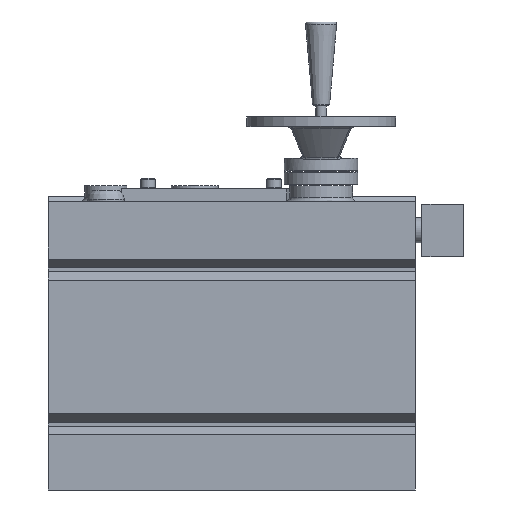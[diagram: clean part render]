
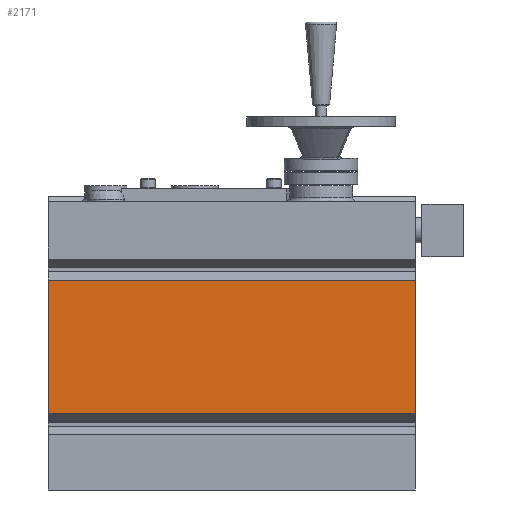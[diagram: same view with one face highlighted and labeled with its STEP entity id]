
A CAD part, front view. The second image highlights one B-rep face of the part: STEP entity #2171.
In plain terms, the highlighted planar face has unit normal (0, -1, 0).
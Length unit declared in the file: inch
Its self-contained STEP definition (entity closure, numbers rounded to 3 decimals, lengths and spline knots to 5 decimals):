
#60=PLANE('',#2349);
#127=LINE('',#3694,#282);
#143=LINE('',#3725,#298);
#162=LINE('',#3761,#317);
#163=LINE('',#3763,#318);
#282=VECTOR('',#2573,39.37008);
#298=VECTOR('',#2593,39.37008);
#317=VECTOR('',#2626,39.37008);
#318=VECTOR('',#2629,39.37008);
#595=FACE_OUTER_BOUND('',#727,.T.);
#727=EDGE_LOOP('',(#1605,#1606,#1607,#1608));
#958=VERTEX_POINT('',#3691);
#959=VERTEX_POINT('',#3693);
#971=VERTEX_POINT('',#3722);
#972=VERTEX_POINT('',#3724);
#1189=EDGE_CURVE('',#958,#959,#127,.T.);
#1205=EDGE_CURVE('',#972,#971,#143,.T.);
#1224=EDGE_CURVE('',#971,#959,#162,.T.);
#1225=EDGE_CURVE('',#972,#958,#163,.T.);
#1605=ORIENTED_EDGE('',*,*,#1225,.F.);
#1606=ORIENTED_EDGE('',*,*,#1205,.T.);
#1607=ORIENTED_EDGE('',*,*,#1224,.T.);
#1608=ORIENTED_EDGE('',*,*,#1189,.F.);
#2171=ADVANCED_FACE('',(#595),#60,.F.);
#2349=AXIS2_PLACEMENT_3D('',#3762,#2627,#2628);
#2573=DIRECTION('',(0.,0.,1.));
#2593=DIRECTION('',(0.,0.,1.));
#2626=DIRECTION('',(-1.,0.,0.));
#2627=DIRECTION('center_axis',(0.,1.,0.));
#2628=DIRECTION('ref_axis',(0.,0.,1.));
#2629=DIRECTION('',(-1.,0.,0.));
#3691=CARTESIAN_POINT('',(25.19685,0.,-2.23425));
#3693=CARTESIAN_POINT('',(25.19685,0.,2.78543));
#3694=CARTESIAN_POINT('',(25.19685,0.,0.));
#3722=CARTESIAN_POINT('',(38.97638,0.,2.78543));
#3724=CARTESIAN_POINT('',(38.97638,0.,-2.23425));
#3725=CARTESIAN_POINT('',(38.97638,0.,0.));
#3761=CARTESIAN_POINT('',(38.97638,0.,2.78543));
#3762=CARTESIAN_POINT('Origin',(38.97638,0.,
-2.23425));
#3763=CARTESIAN_POINT('',(38.97638,0.,-2.23425));
